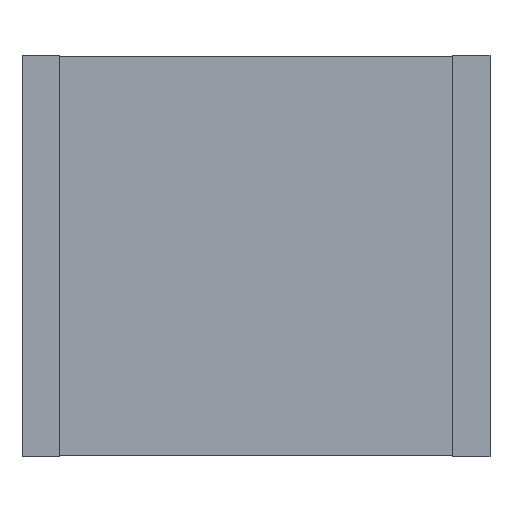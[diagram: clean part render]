
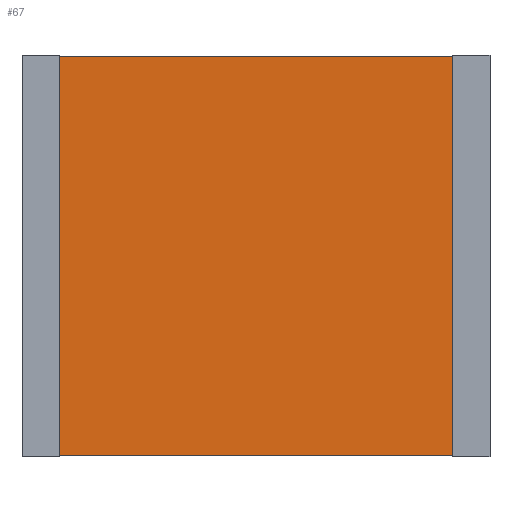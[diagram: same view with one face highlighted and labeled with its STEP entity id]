
A CAD part, front view. The second image highlights one B-rep face of the part: STEP entity #67.
In plain terms, the highlighted planar face has unit normal (0, -1, 0).
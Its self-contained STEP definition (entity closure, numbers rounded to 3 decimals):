
#8 = DIRECTION ( 'NONE',  ( 0., 0., -1. ) ) ;
#38 = EDGE_LOOP ( 'NONE', ( #1039, #237, #2173, #2068 ) ) ;
#67 = ADVANCED_FACE ( 'NONE', ( #1708 ), #2276, .T. ) ;
#118 = DIRECTION ( 'NONE',  ( 0., 0., -1. ) ) ;
#138 = VERTEX_POINT ( 'NONE', #1353 ) ;
#200 = LINE ( 'NONE', #1160, #1934 ) ;
#237 = ORIENTED_EDGE ( 'NONE', *, *, #1568, .T. ) ;
#273 = CARTESIAN_POINT ( 'NONE',  ( 0., 0., 0. ) ) ;
#319 = DIRECTION ( 'NONE',  ( 0., 0., 1. ) ) ;
#329 = CARTESIAN_POINT ( 'NONE',  ( 5.79, 0., 0. ) ) ;
#372 = AXIS2_PLACEMENT_3D ( 'NONE', #1664, #682, #118 ) ;
#378 = VECTOR ( 'NONE', #1056, 1000. ) ;
#603 = EDGE_CURVE ( 'NONE', #1131, #1237, #200, .T. ) ;
#682 = DIRECTION ( 'NONE',  ( 0., -1., 0. ) ) ;
#715 = CARTESIAN_POINT ( 'NONE',  ( 0.49, 0., 0. ) ) ;
#781 = EDGE_CURVE ( 'NONE', #1131, #138, #860, .T. ) ;
#783 = CARTESIAN_POINT ( 'NONE',  ( 0.49, 0., -5.38 ) ) ;
#860 = LINE ( 'NONE', #273, #378 ) ;
#1039 = ORIENTED_EDGE ( 'NONE', *, *, #2152, .F. ) ;
#1056 = DIRECTION ( 'NONE',  ( 1., 0., 0. ) ) ;
#1072 = LINE ( 'NONE', #329, #1090 ) ;
#1090 = VECTOR ( 'NONE', #319, 1000. ) ;
#1131 = VERTEX_POINT ( 'NONE', #715 ) ;
#1160 = CARTESIAN_POINT ( 'NONE',  ( 0.49, 0., 0. ) ) ;
#1237 = VERTEX_POINT ( 'NONE', #783 ) ;
#1353 = CARTESIAN_POINT ( 'NONE',  ( 5.79, 0., 0. ) ) ;
#1427 = DIRECTION ( 'NONE',  ( -1., 0., 0. ) ) ;
#1568 = EDGE_CURVE ( 'NONE', #1685, #138, #1072, .T. ) ;
#1652 = CARTESIAN_POINT ( 'NONE',  ( 5.79, 0., -5.38 ) ) ;
#1664 = CARTESIAN_POINT ( 'NONE',  ( 0., 0., 0. ) ) ;
#1685 = VERTEX_POINT ( 'NONE', #1652 ) ;
#1708 = FACE_OUTER_BOUND ( 'NONE', #38, .T. ) ;
#1816 = VECTOR ( 'NONE', #1427, 1000. ) ;
#1934 = VECTOR ( 'NONE', #8, 1000. ) ;
#2026 = CARTESIAN_POINT ( 'NONE',  ( 0., 0., -5.38 ) ) ;
#2068 = ORIENTED_EDGE ( 'NONE', *, *, #603, .T. ) ;
#2152 = EDGE_CURVE ( 'NONE', #1685, #1237, #2171, .T. ) ;
#2171 = LINE ( 'NONE', #2026, #1816 ) ;
#2173 = ORIENTED_EDGE ( 'NONE', *, *, #781, .F. ) ;
#2276 = PLANE ( 'NONE',  #372 ) ;
